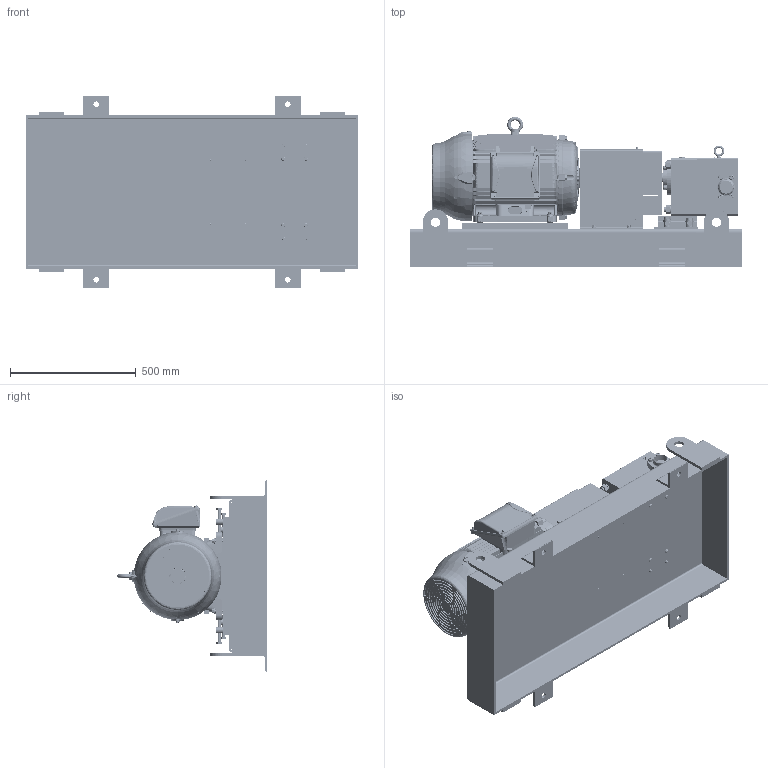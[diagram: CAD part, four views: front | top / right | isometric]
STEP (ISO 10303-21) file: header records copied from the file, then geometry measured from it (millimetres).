
FILE_DESCRIPTION (( 'STEP AP214' ), '1' );
FILE_NAME ('GPV-1420-062-U.STEP', '2019-10-08T16:26:05', ( '' ), ( '' ), 'SwSTEP 2.0', 'SolidWorks 2018', '' );
FILE_SCHEMA (( 'AUTOMOTIVE_DESIGN' ));
Length unit declared in the file: inch
Products named in the file (1): GPV-1420-062-U
Bounding box: 1320.8 x 597.1 x 762 mm (x, y, z)
Surface area: 6296162.7 mm2 (no closed solid volume)
Topology: 0 solids, 3 shells, 7117 faces, 18658 edges, 11950 vertices
Faces by surface type: plane 2979, cylinder 2033, cone 1101, bspline 744, torus 248, sphere 12
Entity records: 379829 total; most frequent: CARTESIAN_POINT 231414, ORIENTED_EDGE 37262, EDGE_CURVE 18634, B_SPLINE_CURVE_WITH_KNOTS 18424, DIRECTION 12750, VERTEX_POINT 11950, EDGE_LOOP 7726, ADVANCED_FACE 7117
